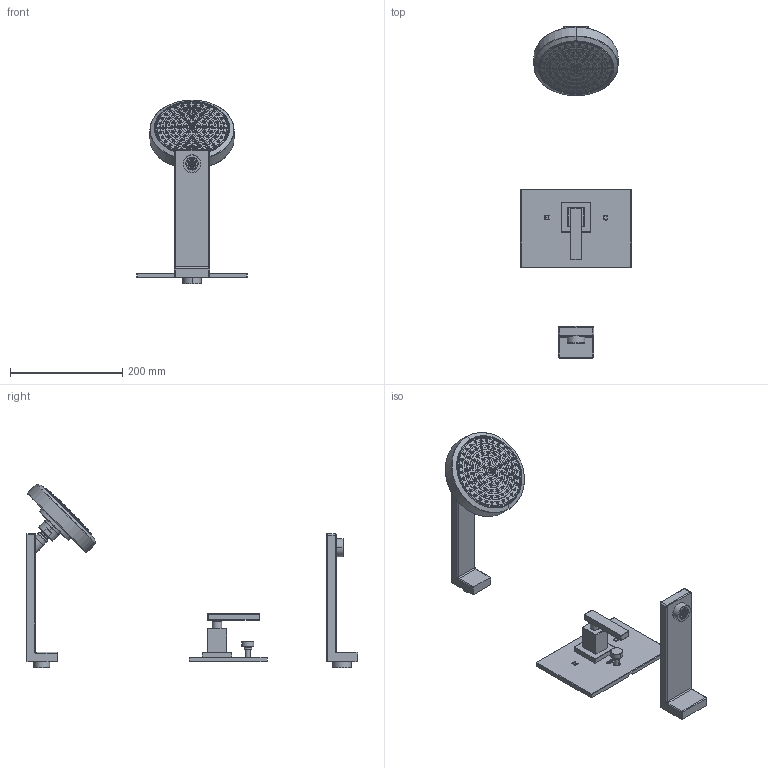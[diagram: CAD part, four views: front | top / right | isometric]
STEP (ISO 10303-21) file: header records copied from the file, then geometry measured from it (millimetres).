
FILE_DESCRIPTION((''),'2;1');
FILE_NAME('3-2562BP_','2021-08-26T17:18:00',('rsmith'),(''),'CREO PARAMETRIC BY PTC INC, 2018400','CREO PARAMETRIC BY PTC INC, 2018400','');
FILE_SCHEMA(('AUTOMOTIVE_DESIGN { 1 0 10303 214 1 1 1 1 }'));
Products named in the file (1): 3-2562BP_
Bounding box: 196.85 x 591.82 x 327.83 mm (x, y, z)
Volume: 906057.1 mm3; surface area: 297107.3 mm2
Topology: 67 solids, 67 shells, 2097 faces, 5354 edges, 3445 vertices
Faces by surface type: cylinder 890, plane 476, torus 248, cone 210, extrusion 178, sphere 82, bspline 13
Entity records: 118954 total; most frequent: CARTESIAN_POINT 38509, DIRECTION 10807, ORIENTED_EDGE 10704, PRESENTATION_STYLE_ASSIGNMENT 6994, STYLED_ITEM 5419, CURVE_STYLE 5352, EDGE_CURVE 5352, AXIS2_PLACEMENT_3D 4500
